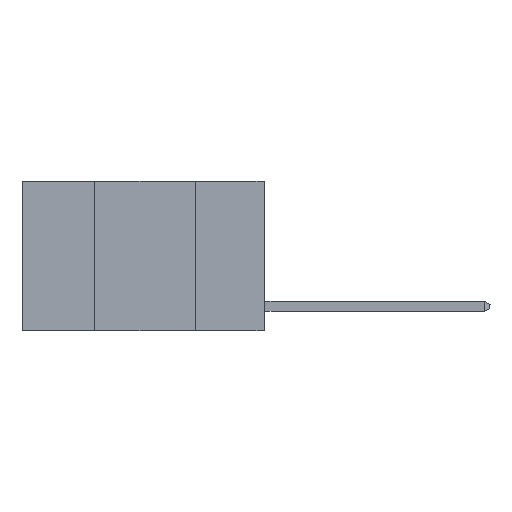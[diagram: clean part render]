
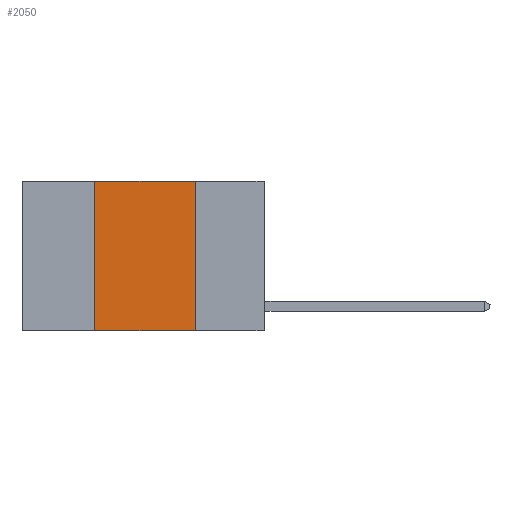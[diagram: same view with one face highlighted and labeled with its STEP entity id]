
A CAD part, left-side view. The second image highlights one B-rep face of the part: STEP entity #2050.
In plain terms, the highlighted planar face has unit normal (-1, 0, 0).
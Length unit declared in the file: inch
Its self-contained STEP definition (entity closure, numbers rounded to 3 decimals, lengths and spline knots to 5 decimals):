
#88 = AXIS2_PLACEMENT_3D ( 'NONE', #6942, #1973, #9254 ) ;
#179 = LINE ( 'NONE', #1272, #6135 ) ;
#1157 = PLANE ( 'NONE',  #88 ) ;
#1272 = CARTESIAN_POINT ( 'NONE',  ( 0., 0.6, -0.37 ) ) ;
#1366 = ORIENTED_EDGE ( 'NONE', *, *, #5887, .F. ) ;
#1973 = DIRECTION ( 'NONE',  ( 1., 0., 0. ) ) ;
#2050 = ADVANCED_FACE ( 'NONE', ( #5928 ), #1157, .F. ) ;
#2398 = CARTESIAN_POINT ( 'NONE',  ( 0., 0.42, 0. ) ) ;
#2547 = DIRECTION ( 'NONE',  ( 0., 0., -1. ) ) ;
#3010 = CARTESIAN_POINT ( 'NONE',  ( 0., 0.42, 0. ) ) ;
#3050 = VERTEX_POINT ( 'NONE', #9325 ) ;
#3171 = CARTESIAN_POINT ( 'NONE',  ( 0., 0.6, 0. ) ) ;
#3836 = DIRECTION ( 'NONE',  ( 0., 0., 1. ) ) ;
#3948 = DIRECTION ( 'NONE',  ( 0., -1., 0. ) ) ;
#4392 = CARTESIAN_POINT ( 'NONE',  ( 0., 0.42, -0.37 ) ) ;
#4585 = LINE ( 'NONE', #5885, #9213 ) ;
#5772 = EDGE_LOOP ( 'NONE', ( #1366, #7739, #8129, #6925 ) ) ;
#5885 = CARTESIAN_POINT ( 'NONE',  ( 0., 0.17, 0. ) ) ;
#5887 = EDGE_CURVE ( 'NONE', #10572, #3050, #4585, .T. ) ;
#5928 = FACE_OUTER_BOUND ( 'NONE', #5772, .T. ) ;
#6135 = VECTOR ( 'NONE', #7126, 39.37008 ) ;
#6237 = LINE ( 'NONE', #3171, #7645 ) ;
#6731 = LINE ( 'NONE', #3010, #10309 ) ;
#6784 = EDGE_CURVE ( 'NONE', #10479, #3050, #179, .T. ) ;
#6925 = ORIENTED_EDGE ( 'NONE', *, *, #6784, .T. ) ;
#6942 = CARTESIAN_POINT ( 'NONE',  ( 0., 0.6, 0. ) ) ;
#7126 = DIRECTION ( 'NONE',  ( 0., -1., 0. ) ) ;
#7645 = VECTOR ( 'NONE', #3948, 39.37008 ) ;
#7739 = ORIENTED_EDGE ( 'NONE', *, *, #8122, .F. ) ;
#7906 = CARTESIAN_POINT ( 'NONE',  ( 0., 0.17, 0. ) ) ;
#8122 = EDGE_CURVE ( 'NONE', #9700, #10572, #6237, .T. ) ;
#8129 = ORIENTED_EDGE ( 'NONE', *, *, #9508, .F. ) ;
#9213 = VECTOR ( 'NONE', #2547, 39.37008 ) ;
#9254 = DIRECTION ( 'NONE',  ( 0., 0., -1. ) ) ;
#9325 = CARTESIAN_POINT ( 'NONE',  ( 0., 0.17, -0.37 ) ) ;
#9508 = EDGE_CURVE ( 'NONE', #10479, #9700, #6731, .T. ) ;
#9700 = VERTEX_POINT ( 'NONE', #2398 ) ;
#10309 = VECTOR ( 'NONE', #3836, 39.37008 ) ;
#10479 = VERTEX_POINT ( 'NONE', #4392 ) ;
#10572 = VERTEX_POINT ( 'NONE', #7906 ) ;
